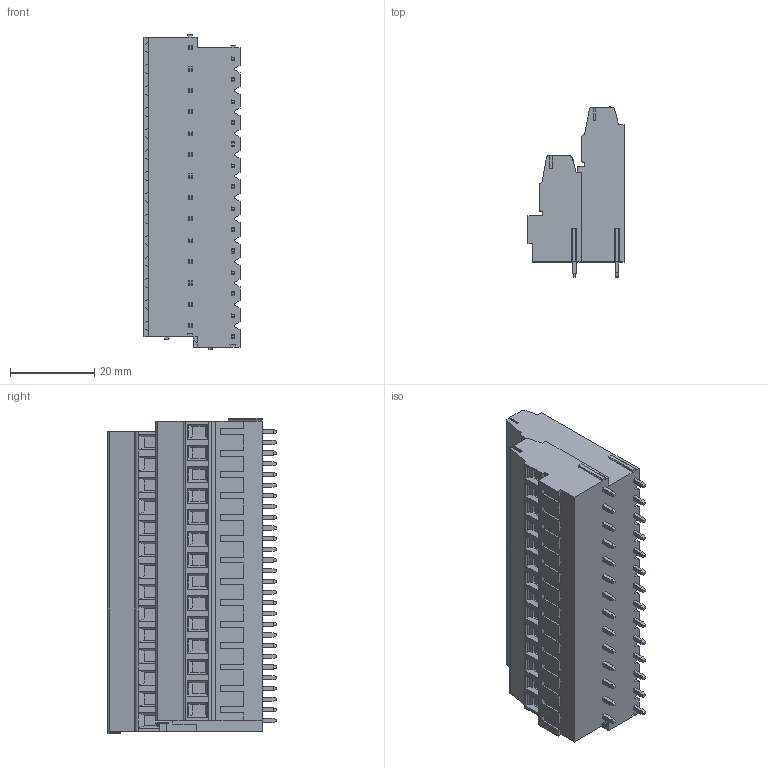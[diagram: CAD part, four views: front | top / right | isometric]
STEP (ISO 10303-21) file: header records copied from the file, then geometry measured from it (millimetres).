
FILE_DESCRIPTION((''),'2;1');
FILE_NAME('TL338VH2L-XXP-XS','2025-02-20T',('yanfa'),(''),'PRO/ENGINEER BY PARAMETRIC TECHNOLOGY CORPORATION, 2009280','PRO/ENGINEER BY PARAMETRIC TECHNOLOGY CORPORATION, 2009280','');
FILE_SCHEMA(('AUTOMOTIVE_DESIGN_CC2 { 1 2 10303 214 -1 1 5 2 }'));
Length unit declared in the file: millimetre
Products named in the file (1): TL338VH2L-XXP-XS
Bounding box: 22.8 x 40.3 x 74.81 mm (x, y, z)
Volume: 41681.4 mm3; surface area: 13358.3 mm2
Topology: 1 solids, 1 shells, 1443 faces, 3595 edges, 2225 vertices
Faces by surface type: plane 959, cylinder 276, cone 112, torus 56, sphere 40
Entity records: 42615 total; most frequent: CARTESIAN_POINT 8287, ORIENTED_EDGE 7138, DIRECTION 7017, EDGE_CURVE 3569, VECTOR 2615, LINE 2615, VERTEX_POINT 2225, AXIS2_PLACEMENT_3D 2201
